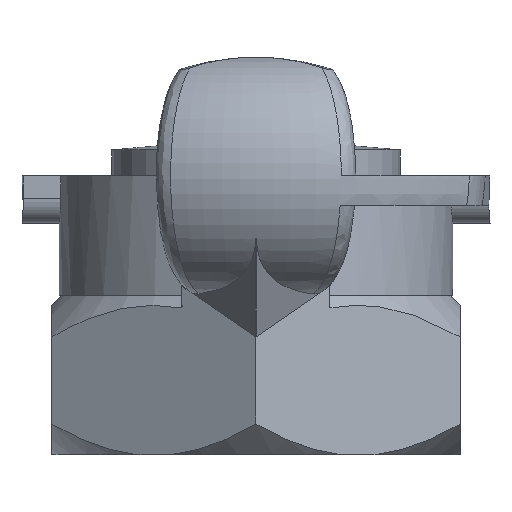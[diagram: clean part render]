
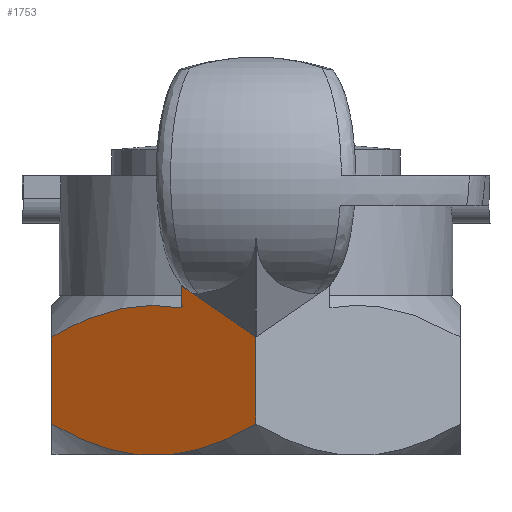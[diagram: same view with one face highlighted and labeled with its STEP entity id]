
A CAD part, left-side view. The second image highlights one B-rep face of the part: STEP entity #1753.
In plain terms, the highlighted planar face has unit normal (-0.866, 0.5, 0).
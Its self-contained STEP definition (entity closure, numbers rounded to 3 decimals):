
#119=(
BOUNDED_CURVE()
B_SPLINE_CURVE(2,(#2577,#2578,#2579),.UNSPECIFIED.,.F.,.F.)
B_SPLINE_CURVE_WITH_KNOTS((3,3),(0.293,1.358),
 .UNSPECIFIED.)
CURVE()
GEOMETRIC_REPRESENTATION_ITEM()
RATIONAL_B_SPLINE_CURVE((1.041,1.107,1.118))
REPRESENTATION_ITEM('')
);
#124=(
BOUNDED_CURVE()
B_SPLINE_CURVE(2,(#3680,#3681,#3682),.UNSPECIFIED.,.F.,.F.)
B_SPLINE_CURVE_WITH_KNOTS((3,3),(1.821,2.886),
 .UNSPECIFIED.)
CURVE()
GEOMETRIC_REPRESENTATION_ITEM()
RATIONAL_B_SPLINE_CURVE((1.118,1.107,1.041))
REPRESENTATION_ITEM('')
);
#125=(
BOUNDED_CURVE()
B_SPLINE_CURVE(2,(#3685,#3686,#3687),.UNSPECIFIED.,.F.,.F.)
B_SPLINE_CURVE_WITH_KNOTS((3,3),(1.313,3.022),
 .UNSPECIFIED.)
CURVE()
GEOMETRIC_REPRESENTATION_ITEM()
RATIONAL_B_SPLINE_CURVE((1.129,1.16,1.054))
REPRESENTATION_ITEM('')
);
#155=PLANE('',#1932);
#224=FACE_OUTER_BOUND('',#318,.T.);
#318=EDGE_LOOP('',(#1289,#1290,#1291,#1292,#1293,#1294,#1295,#1296,#1297));
#390=LINE('',#2499,#494);
#396=LINE('',#2525,#500);
#411=LINE('',#3409,#515);
#432=LINE('',#3677,#536);
#434=LINE('',#3683,#538);
#435=LINE('',#3688,#539);
#494=VECTOR('',#2073,10.);
#500=VECTOR('',#2087,10.);
#515=VECTOR('',#2164,10.);
#536=VECTOR('',#2199,10.);
#538=VECTOR('',#2203,10.);
#539=VECTOR('',#2204,10.);
#678=VERTEX_POINT('',#2496);
#679=VERTEX_POINT('',#2498);
#688=VERTEX_POINT('',#2522);
#689=VERTEX_POINT('',#2524);
#698=VERTEX_POINT('',#2576);
#746=VERTEX_POINT('',#3407);
#747=VERTEX_POINT('',#3408);
#768=VERTEX_POINT('',#3676);
#769=VERTEX_POINT('',#3684);
#853=EDGE_CURVE('',#679,#678,#390,.T.);
#864=EDGE_CURVE('',#689,#688,#396,.T.);
#880=EDGE_CURVE('',#698,#679,#119,.T.);
#940=EDGE_CURVE('',#746,#747,#411,.T.);
#973=EDGE_CURVE('',#688,#768,#432,.T.);
#975=EDGE_CURVE('',#678,#689,#124,.T.);
#976=EDGE_CURVE('',#768,#747,#434,.T.);
#977=EDGE_CURVE('',#746,#769,#125,.T.);
#978=EDGE_CURVE('',#698,#769,#435,.T.);
#1289=ORIENTED_EDGE('',*,*,#853,.T.);
#1290=ORIENTED_EDGE('',*,*,#975,.T.);
#1291=ORIENTED_EDGE('',*,*,#864,.T.);
#1292=ORIENTED_EDGE('',*,*,#973,.T.);
#1293=ORIENTED_EDGE('',*,*,#976,.T.);
#1294=ORIENTED_EDGE('',*,*,#940,.F.);
#1295=ORIENTED_EDGE('',*,*,#977,.T.);
#1296=ORIENTED_EDGE('',*,*,#978,.F.);
#1297=ORIENTED_EDGE('',*,*,#880,.T.);
#1753=ADVANCED_FACE('',(#224),#155,.T.);
#1932=AXIS2_PLACEMENT_3D('',#3679,#2201,#2202);
#2073=DIRECTION('',(-0.5,-0.866,0.));
#2087=DIRECTION('',(0.,0.,1.));
#2164=DIRECTION('',(0.,0.,1.));
#2199=DIRECTION('',(0.5,0.866,0.));
#2201=DIRECTION('center_axis',(-0.866,0.5,0.));
#2202=DIRECTION('ref_axis',(0.,0.,1.));
#2203=DIRECTION('',(0.43,0.745,0.51));
#2204=DIRECTION('',(0.,0.,1.));
#2496=CARTESIAN_POINT('',(-18.737,8.547,-28.));
#2498=CARTESIAN_POINT('',(-16.77,11.953,-28.));
#2499=CARTESIAN_POINT('',(-16.339,12.7,-28.));
#2522=CARTESIAN_POINT('',(-23.671,0.,-16.094));
#2524=CARTESIAN_POINT('',(-23.671,0.,-24.923));
#2525=CARTESIAN_POINT('',(-23.671,0.,-16.594));
#2576=CARTESIAN_POINT('',(-11.836,20.5,-24.923));
#2577=CARTESIAN_POINT('Ctrl Pts',(-11.836,20.5,-24.923));
#2578=CARTESIAN_POINT('Ctrl Pts',(-14.474,15.93,-27.562));
#2579=CARTESIAN_POINT('Ctrl Pts',(-16.77,11.953,-28.));
#3407=CARTESIAN_POINT('',(-19.381,7.43,-13.257));
#3408=CARTESIAN_POINT('',(-19.381,7.43,-11.084));
#3409=CARTESIAN_POINT('',(-19.381,7.43,-16.594));
#3676=CARTESIAN_POINT('',(-23.603,0.118,-16.094));
#3677=CARTESIAN_POINT('',(-23.439,0.403,-16.094));
#3679=CARTESIAN_POINT('Origin',(-23.671,0.,
-29.094));
#3680=CARTESIAN_POINT('Ctrl Pts',(-18.737,8.547,-28.));
#3681=CARTESIAN_POINT('Ctrl Pts',(-21.033,4.57,-27.562));
#3682=CARTESIAN_POINT('Ctrl Pts',(-23.671,0.,
-24.923));
#3683=CARTESIAN_POINT('',(-24.703,-1.787,-17.4));
#3684=CARTESIAN_POINT('',(-11.836,20.5,-16.171));
#3685=CARTESIAN_POINT('Ctrl Pts',(-19.381,7.43,-13.257));
#3686=CARTESIAN_POINT('Ctrl Pts',(-15.856,13.537,-12.151));
#3687=CARTESIAN_POINT('Ctrl Pts',(-11.836,20.5,-16.171));
#3688=CARTESIAN_POINT('',(-11.836,20.5,-29.094));
